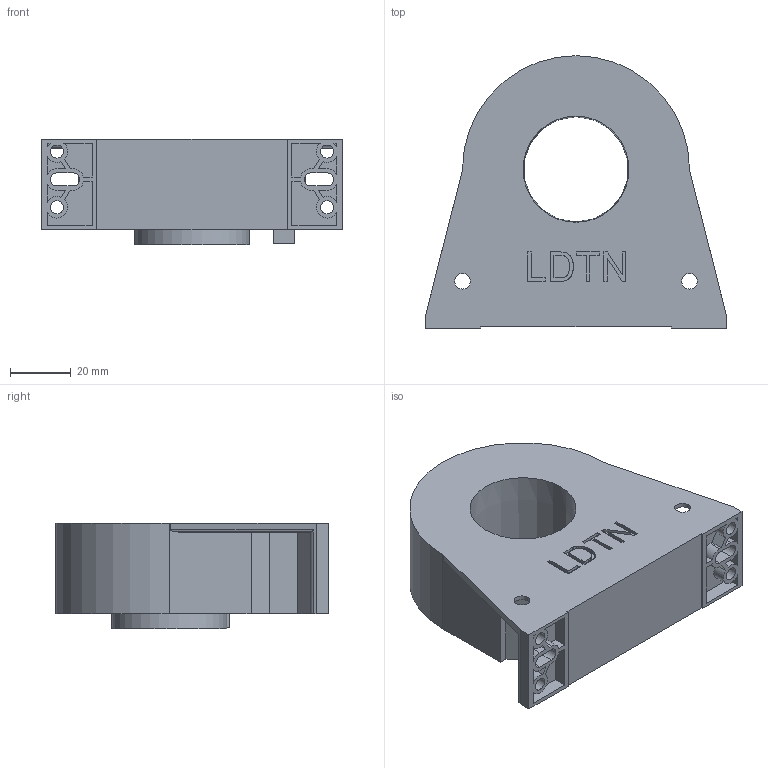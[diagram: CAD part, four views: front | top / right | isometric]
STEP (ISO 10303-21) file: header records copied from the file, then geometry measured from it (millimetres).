
FILE_DESCRIPTION(('STEP AP242'), '1');
FILE_NAME('SC135-500A - 懾譈鴀', '', ('UNSPECIFIED'), ('UNSPECIFIED'), 'ASCON STEP Converter 1.6', 'ASCON Math Kernel', '');
FILE_SCHEMA(('AP242_MANAGED_MODEL_BASED_3D_ENGINEERING_MIM_LF { 1 0 10303 442 1 1 4 }'));
Length unit declared in the file: millimetre
Products named in the file (1): SC135-500A
Bounding box: 99.5 x 90 x 35 mm (x, y, z)
Volume: 148144.7 mm3; surface area: 30194.6 mm2
Topology: 1 solids, 1 shells, 410 faces, 1082 edges, 684 vertices
Faces by surface type: plane 276, cylinder 117, sphere 16, cone 1
Full cylindrical faces by diameter (mm): 2 x4, 4.3 x4, 5.2 x2, 37.9 x1
Entity records: 15914 total; most frequent: CARTESIAN_POINT 2387, ORIENTED_EDGE 2108, DIRECTION 2102, EDGE_CURVE 1054, LINE 808, VECTOR 808, VERTEX_POINT 684, AXIS2_PLACEMENT_3D 647
